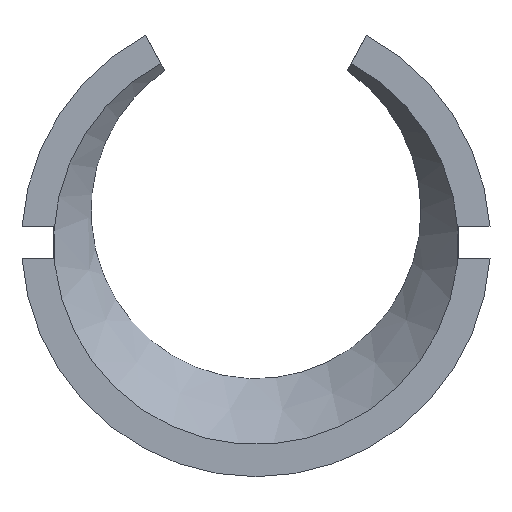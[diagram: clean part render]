
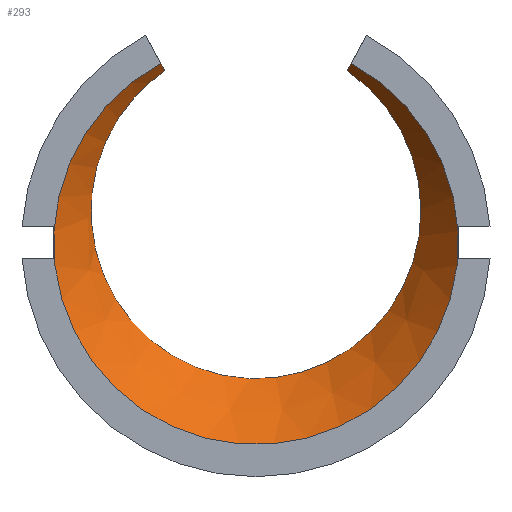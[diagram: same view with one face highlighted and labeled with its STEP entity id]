
A CAD part, top view. The second image highlights one B-rep face of the part: STEP entity #293.
In plain terms, the highlighted conical face has half-angle 40 degrees and reference radius 9.503 mm.
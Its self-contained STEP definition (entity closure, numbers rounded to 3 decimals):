
#22=ELLIPSE('',#333,11.811,11.323);
#24=CONICAL_SURFACE('',#332,9.503,0.698);
#43=FACE_OUTER_BOUND('',#59,.T.);
#59=EDGE_LOOP('',(#249,#250,#251,#252));
#86=LINE('',#502,#112);
#88=LINE('',#506,#114);
#112=VECTOR('',#394,10.);
#114=VECTOR('',#398,10.);
#119=CIRCLE('',#316,13.892);
#127=VERTEX_POINT('',#423);
#128=VERTEX_POINT('',#424);
#153=VERTEX_POINT('',#500);
#154=VERTEX_POINT('',#504);
#155=EDGE_CURVE('',#127,#128,#119,.T.);
#189=EDGE_CURVE('',#127,#153,#86,.T.);
#191=EDGE_CURVE('',#154,#128,#88,.T.);
#192=EDGE_CURVE('',#153,#154,#22,.T.);
#249=ORIENTED_EDGE('',*,*,#191,.T.);
#250=ORIENTED_EDGE('',*,*,#155,.F.);
#251=ORIENTED_EDGE('',*,*,#189,.T.);
#252=ORIENTED_EDGE('',*,*,#192,.T.);
#293=ADVANCED_FACE('',(#43),#24,.F.);
#316=AXIS2_PLACEMENT_3D('',#425,#345,#346);
#332=AXIS2_PLACEMENT_3D('',#507,#399,#400);
#333=AXIS2_PLACEMENT_3D('',#508,#401,#402);
#345=DIRECTION('center_axis',(0.,0.,-1.));
#346=DIRECTION('ref_axis',(0.,-1.,0.));
#394=DIRECTION('',(-0.302,-0.567,-0.766));
#398=DIRECTION('',(-0.302,0.567,0.766));
#399=DIRECTION('center_axis',(0.,0.,1.));
#400=DIRECTION('ref_axis',(0.,-1.,0.));
#401=DIRECTION('center_axis',(0.,0.218,-0.976));
#402=DIRECTION('ref_axis',(0.,-0.976,-0.218));
#423=CARTESIAN_POINT('',(6.538,12.258,11.75));
#424=CARTESIAN_POINT('',(-6.538,12.258,11.75));
#425=CARTESIAN_POINT('Origin',(0.,0.,11.75));
#500=CARTESIAN_POINT('',(6.271,11.758,11.074));
#502=CARTESIAN_POINT('',(4.472,8.385,6.519));
#504=CARTESIAN_POINT('',(-6.271,11.758,11.074));
#506=CARTESIAN_POINT('',(-4.472,8.385,6.519));
#507=CARTESIAN_POINT('Origin',(0.,0.,6.519));
#508=CARTESIAN_POINT('Origin',(0.,2.16,8.931));
